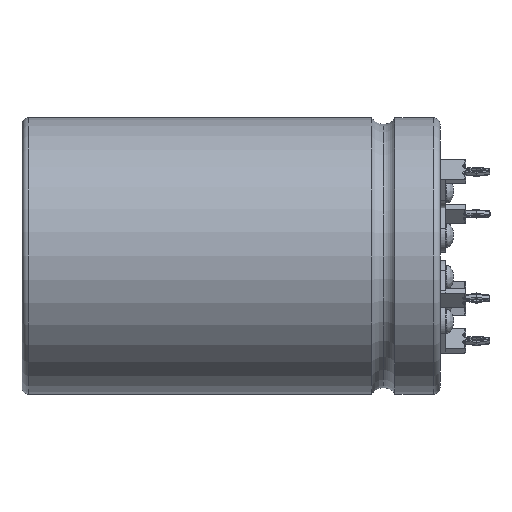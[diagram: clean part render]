
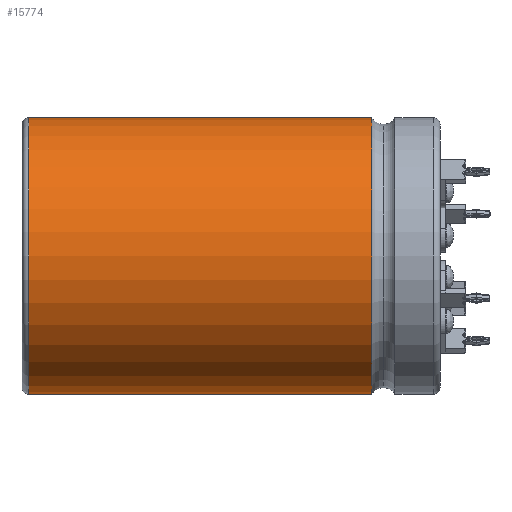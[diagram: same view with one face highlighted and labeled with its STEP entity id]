
A CAD part, left-side view. The second image highlights one B-rep face of the part: STEP entity #15774.
In plain terms, the highlighted cylindrical face has radius 20.5 mm (diameter 41 mm), a partial arc.
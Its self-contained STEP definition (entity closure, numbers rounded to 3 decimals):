
#421 = EDGE_CURVE ( 'NONE', #16773, #5196, #7877, .T. ) ;
#789 = FACE_OUTER_BOUND ( 'NONE', #4986, .T. ) ;
#1153 = AXIS2_PLACEMENT_3D ( 'NONE', #3565, #10148, #4583 ) ;
#1985 = DIRECTION ( 'NONE',  ( 0., -1., 0. ) ) ;
#2191 = CARTESIAN_POINT ( 'NONE',  ( 0., 10.11, -20.5 ) ) ;
#3247 = AXIS2_PLACEMENT_3D ( 'NONE', #14867, #13502, #5604 ) ;
#3565 = CARTESIAN_POINT ( 'NONE',  ( 0., 10.11, 0. ) ) ;
#4583 = DIRECTION ( 'NONE',  ( 0., 0., -1. ) ) ;
#4608 = EDGE_CURVE ( 'NONE', #5196, #9191, #10600, .T. ) ;
#4951 = EDGE_CURVE ( 'NONE', #16773, #10041, #5757, .T. ) ;
#4986 = EDGE_LOOP ( 'NONE', ( #13426, #10033, #7463, #9901 ) ) ;
#5196 = VERTEX_POINT ( 'NONE', #7475 ) ;
#5447 = DIRECTION ( 'NONE',  ( 0., -1., 0. ) ) ;
#5604 = DIRECTION ( 'NONE',  ( 0., 0., 1. ) ) ;
#5757 = CIRCLE ( 'NONE', #3247, 20.5 ) ;
#6012 = AXIS2_PLACEMENT_3D ( 'NONE', #16169, #5447, #14822 ) ;
#7463 = ORIENTED_EDGE ( 'NONE', *, *, #17278, .T. ) ;
#7475 = CARTESIAN_POINT ( 'NONE',  ( 0., 10.11, 20.5 ) ) ;
#7877 = LINE ( 'NONE', #8523, #8492 ) ;
#7905 = CARTESIAN_POINT ( 'NONE',  ( 0., 61., 20.5 ) ) ;
#8431 = LINE ( 'NONE', #13656, #12814 ) ;
#8492 = VECTOR ( 'NONE', #1985, 1000. ) ;
#8523 = CARTESIAN_POINT ( 'NONE',  ( 0., 62., 20.5 ) ) ;
#9191 = VERTEX_POINT ( 'NONE', #2191 ) ;
#9901 = ORIENTED_EDGE ( 'NONE', *, *, #4608, .F. ) ;
#10033 = ORIENTED_EDGE ( 'NONE', *, *, #4951, .T. ) ;
#10041 = VERTEX_POINT ( 'NONE', #16178 ) ;
#10148 = DIRECTION ( 'NONE',  ( 0., -1., 0. ) ) ;
#10600 = CIRCLE ( 'NONE', #1153, 20.5 ) ;
#12414 = DIRECTION ( 'NONE',  ( 0., -1., 0. ) ) ;
#12814 = VECTOR ( 'NONE', #12414, 1000. ) ;
#13426 = ORIENTED_EDGE ( 'NONE', *, *, #421, .F. ) ;
#13448 = CYLINDRICAL_SURFACE ( 'NONE', #6012, 20.5 ) ;
#13502 = DIRECTION ( 'NONE',  ( 0., -1., 0. ) ) ;
#13656 = CARTESIAN_POINT ( 'NONE',  ( 0., 62., -20.5 ) ) ;
#14822 = DIRECTION ( 'NONE',  ( 0., 0., -1. ) ) ;
#14867 = CARTESIAN_POINT ( 'NONE',  ( 0., 61., 0. ) ) ;
#15774 = ADVANCED_FACE ( 'NONE', ( #789 ), #13448, .T. ) ;
#16169 = CARTESIAN_POINT ( 'NONE',  ( 0., 62., 0. ) ) ;
#16178 = CARTESIAN_POINT ( 'NONE',  ( 0., 61., -20.5 ) ) ;
#16773 = VERTEX_POINT ( 'NONE', #7905 ) ;
#17278 = EDGE_CURVE ( 'NONE', #10041, #9191, #8431, .T. ) ;
